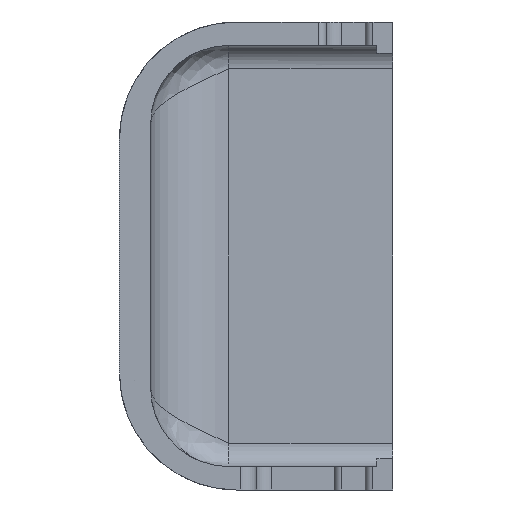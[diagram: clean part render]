
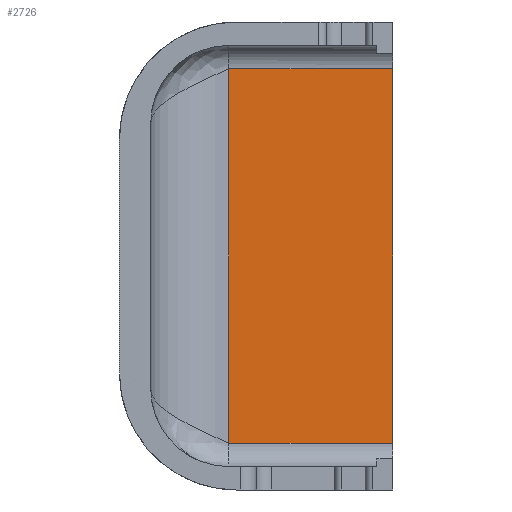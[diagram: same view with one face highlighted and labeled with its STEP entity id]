
A CAD part, left-side view. The second image highlights one B-rep face of the part: STEP entity #2726.
In plain terms, the highlighted planar face has unit normal (-1, 0, 0).
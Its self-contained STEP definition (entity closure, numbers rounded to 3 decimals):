
#161 = PLANE('',#162);
#162 = AXIS2_PLACEMENT_3D('',#163,#164,#165);
#163 = CARTESIAN_POINT('',(61.992,4.,0.));
#164 = DIRECTION('',(0.,-1.,0.));
#165 = DIRECTION('',(1.,0.,0.));
#1250 = CYLINDRICAL_SURFACE('',#1251,3.);
#1251 = AXIS2_PLACEMENT_3D('',#1252,#1253,#1254);
#1252 = CARTESIAN_POINT('',(68.6,4.,24.));
#1253 = DIRECTION('',(0.,1.,0.));
#1254 = DIRECTION('',(1.,0.,0.));
#1740 = CYLINDRICAL_SURFACE('',#1741,10.);
#1741 = AXIS2_PLACEMENT_3D('',#1742,#1743,#1744);
#1742 = CARTESIAN_POINT('',(61.6,25.,24.));
#1743 = DIRECTION('',(0.,0.,-1.));
#1744 = DIRECTION('',(1.,0.,0.));
#2625 = CYLINDRICAL_SURFACE('',#2626,3.);
#2626 = AXIS2_PLACEMENT_3D('',#2627,#2628,#2629);
#2627 = CARTESIAN_POINT('',(68.6,4.,-24.));
#2628 = DIRECTION('',(0.,1.,0.));
#2629 = DIRECTION('',(0.,0.,-1.));
#2644 = VERTEX_POINT('',#2645);
#2645 = CARTESIAN_POINT('',(71.6,4.,-24.));
#2667 = EDGE_CURVE('',#2644,#2668,#2670,.T.);
#2668 = VERTEX_POINT('',#2669);
#2669 = CARTESIAN_POINT('',(71.6,25.,-24.));
#2670 = SURFACE_CURVE('',#2671,(#2675,#2682),.PCURVE_S1.);
#2671 = LINE('',#2672,#2673);
#2672 = CARTESIAN_POINT('',(71.6,4.,-24.));
#2673 = VECTOR('',#2674,1.);
#2674 = DIRECTION('',(0.,1.,0.));
#2675 = PCURVE('',#2625,#2676);
#2676 = DEFINITIONAL_REPRESENTATION('',(#2677),#2681);
#2677 = LINE('',#2678,#2679);
#2678 = CARTESIAN_POINT('',(-1.571,0.));
#2679 = VECTOR('',#2680,1.);
#2680 = DIRECTION('',(-0.,1.));
#2681 = ( GEOMETRIC_REPRESENTATION_CONTEXT(2) 
PARAMETRIC_REPRESENTATION_CONTEXT() REPRESENTATION_CONTEXT('2D SPACE',''
  ) );
#2682 = PCURVE('',#2683,#2688);
#2683 = PLANE('',#2684);
#2684 = AXIS2_PLACEMENT_3D('',#2685,#2686,#2687);
#2685 = CARTESIAN_POINT('',(71.6,4.,27.));
#2686 = DIRECTION('',(-1.,0.,0.));
#2687 = DIRECTION('',(0.,0.,-1.));
#2688 = DEFINITIONAL_REPRESENTATION('',(#2689),#2693);
#2689 = LINE('',#2690,#2691);
#2690 = CARTESIAN_POINT('',(51.,0.));
#2691 = VECTOR('',#2692,1.);
#2692 = DIRECTION('',(0.,-1.));
#2693 = ( GEOMETRIC_REPRESENTATION_CONTEXT(2) 
PARAMETRIC_REPRESENTATION_CONTEXT() REPRESENTATION_CONTEXT('2D SPACE',''
  ) );
#2726 = ADVANCED_FACE('',(#2727),#2683,.T.);
#2727 = FACE_BOUND('',#2728,.T.);
#2728 = EDGE_LOOP('',(#2729,#2754,#2775,#2776));
#2729 = ORIENTED_EDGE('',*,*,#2730,.T.);
#2730 = EDGE_CURVE('',#2731,#2733,#2735,.T.);
#2731 = VERTEX_POINT('',#2732);
#2732 = CARTESIAN_POINT('',(71.6,4.,24.));
#2733 = VERTEX_POINT('',#2734);
#2734 = CARTESIAN_POINT('',(71.6,25.,24.));
#2735 = SURFACE_CURVE('',#2736,(#2740,#2747),.PCURVE_S1.);
#2736 = LINE('',#2737,#2738);
#2737 = CARTESIAN_POINT('',(71.6,4.,24.));
#2738 = VECTOR('',#2739,1.);
#2739 = DIRECTION('',(0.,1.,0.));
#2740 = PCURVE('',#2683,#2741);
#2741 = DEFINITIONAL_REPRESENTATION('',(#2742),#2746);
#2742 = LINE('',#2743,#2744);
#2743 = CARTESIAN_POINT('',(3.,0.));
#2744 = VECTOR('',#2745,1.);
#2745 = DIRECTION('',(0.,-1.));
#2746 = ( GEOMETRIC_REPRESENTATION_CONTEXT(2) 
PARAMETRIC_REPRESENTATION_CONTEXT() REPRESENTATION_CONTEXT('2D SPACE',''
  ) );
#2747 = PCURVE('',#1250,#2748);
#2748 = DEFINITIONAL_REPRESENTATION('',(#2749),#2753);
#2749 = LINE('',#2750,#2751);
#2750 = CARTESIAN_POINT('',(-0.,0.));
#2751 = VECTOR('',#2752,1.);
#2752 = DIRECTION('',(-0.,1.));
#2753 = ( GEOMETRIC_REPRESENTATION_CONTEXT(2) 
PARAMETRIC_REPRESENTATION_CONTEXT() REPRESENTATION_CONTEXT('2D SPACE',''
  ) );
#2754 = ORIENTED_EDGE('',*,*,#2755,.T.);
#2755 = EDGE_CURVE('',#2733,#2668,#2756,.T.);
#2756 = SURFACE_CURVE('',#2757,(#2761,#2768),.PCURVE_S1.);
#2757 = LINE('',#2758,#2759);
#2758 = CARTESIAN_POINT('',(71.6,25.,24.));
#2759 = VECTOR('',#2760,1.);
#2760 = DIRECTION('',(0.,0.,-1.));
#2761 = PCURVE('',#2683,#2762);
#2762 = DEFINITIONAL_REPRESENTATION('',(#2763),#2767);
#2763 = LINE('',#2764,#2765);
#2764 = CARTESIAN_POINT('',(3.,-21.));
#2765 = VECTOR('',#2766,1.);
#2766 = DIRECTION('',(1.,0.));
#2767 = ( GEOMETRIC_REPRESENTATION_CONTEXT(2) 
PARAMETRIC_REPRESENTATION_CONTEXT() REPRESENTATION_CONTEXT('2D SPACE',''
  ) );
#2768 = PCURVE('',#1740,#2769);
#2769 = DEFINITIONAL_REPRESENTATION('',(#2770),#2774);
#2770 = LINE('',#2771,#2772);
#2771 = CARTESIAN_POINT('',(-0.,0.));
#2772 = VECTOR('',#2773,1.);
#2773 = DIRECTION('',(-0.,1.));
#2774 = ( GEOMETRIC_REPRESENTATION_CONTEXT(2) 
PARAMETRIC_REPRESENTATION_CONTEXT() REPRESENTATION_CONTEXT('2D SPACE',''
  ) );
#2775 = ORIENTED_EDGE('',*,*,#2667,.F.);
#2776 = ORIENTED_EDGE('',*,*,#2777,.F.);
#2777 = EDGE_CURVE('',#2731,#2644,#2778,.T.);
#2778 = SURFACE_CURVE('',#2779,(#2783,#2790),.PCURVE_S1.);
#2779 = LINE('',#2780,#2781);
#2780 = CARTESIAN_POINT('',(71.6,4.,27.));
#2781 = VECTOR('',#2782,1.);
#2782 = DIRECTION('',(0.,0.,-1.));
#2783 = PCURVE('',#2683,#2784);
#2784 = DEFINITIONAL_REPRESENTATION('',(#2785),#2789);
#2785 = LINE('',#2786,#2787);
#2786 = CARTESIAN_POINT('',(0.,0.));
#2787 = VECTOR('',#2788,1.);
#2788 = DIRECTION('',(1.,0.));
#2789 = ( GEOMETRIC_REPRESENTATION_CONTEXT(2) 
PARAMETRIC_REPRESENTATION_CONTEXT() REPRESENTATION_CONTEXT('2D SPACE',''
  ) );
#2790 = PCURVE('',#161,#2791);
#2791 = DEFINITIONAL_REPRESENTATION('',(#2792),#2796);
#2792 = LINE('',#2793,#2794);
#2793 = CARTESIAN_POINT('',(9.608,27.));
#2794 = VECTOR('',#2795,1.);
#2795 = DIRECTION('',(0.,-1.));
#2796 = ( GEOMETRIC_REPRESENTATION_CONTEXT(2) 
PARAMETRIC_REPRESENTATION_CONTEXT() REPRESENTATION_CONTEXT('2D SPACE',''
  ) );
